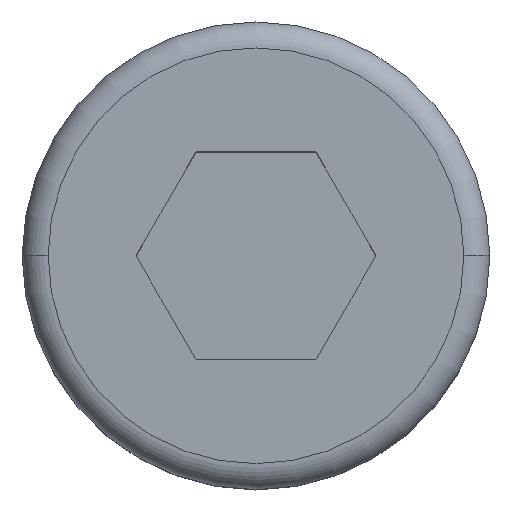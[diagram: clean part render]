
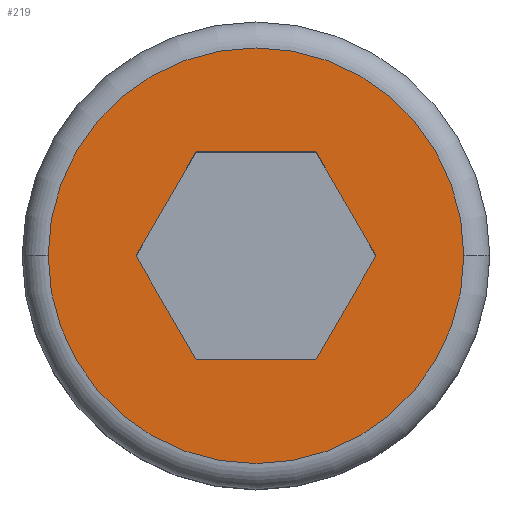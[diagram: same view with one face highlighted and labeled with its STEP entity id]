
A CAD part, top view. The second image highlights one B-rep face of the part: STEP entity #219.
In plain terms, the highlighted planar face has unit normal (0, 0, 1).
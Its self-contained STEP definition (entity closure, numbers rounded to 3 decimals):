
#2 = CIRCLE ( 'NONE', #345, 2. ) ;
#10 = DIRECTION ( 'NONE',  ( -0.5, -0.866, 0. ) ) ;
#11 = CARTESIAN_POINT ( 'NONE',  ( -0.577, -1., 2.5 ) ) ;
#13 = CARTESIAN_POINT ( 'NONE',  ( -1.155, 0., 2.5 ) ) ;
#32 = LINE ( 'NONE', #440, #147 ) ;
#68 = CARTESIAN_POINT ( 'NONE',  ( -1.155, 0., 2.5 ) ) ;
#69 = VERTEX_POINT ( 'NONE', #507 ) ;
#83 = DIRECTION ( 'NONE',  ( 0.5, -0.866, 0. ) ) ;
#96 = EDGE_CURVE ( 'NONE', #293, #572, #610, .T. ) ;
#97 = CARTESIAN_POINT ( 'NONE',  ( -2., 0., 2.5 ) ) ;
#98 = CARTESIAN_POINT ( 'NONE',  ( 0., 0., 2.5 ) ) ;
#99 = CARTESIAN_POINT ( 'NONE',  ( 0.577, -1., 2.5 ) ) ;
#110 = DIRECTION ( 'NONE',  ( 1., 0., 0. ) ) ;
#111 = VERTEX_POINT ( 'NONE', #11 ) ;
#120 = DIRECTION ( 'NONE',  ( 0., 0., 1. ) ) ;
#137 = EDGE_CURVE ( 'NONE', #139, #504, #566, .T. ) ;
#139 = VERTEX_POINT ( 'NONE', #99 ) ;
#141 = ORIENTED_EDGE ( 'NONE', *, *, #395, .T. ) ;
#147 = VECTOR ( 'NONE', #537, 1000. ) ;
#149 = ORIENTED_EDGE ( 'NONE', *, *, #96, .F. ) ;
#150 = DIRECTION ( 'NONE',  ( 0., 0., 1. ) ) ;
#158 = VECTOR ( 'NONE', #602, 1000. ) ;
#164 = VECTOR ( 'NONE', #521, 1000. ) ;
#172 = AXIS2_PLACEMENT_3D ( 'NONE', #549, #597, #498 ) ;
#173 = LINE ( 'NONE', #68, #458 ) ;
#186 = ORIENTED_EDGE ( 'NONE', *, *, #137, .F. ) ;
#199 = AXIS2_PLACEMENT_3D ( 'NONE', #98, #150, #110 ) ;
#219 = ADVANCED_FACE ( 'NONE', ( #375, #531 ), #575, .T. ) ;
#220 = EDGE_LOOP ( 'NONE', ( #577, #186, #430, #543, #149, #313 ) ) ;
#265 = DIRECTION ( 'NONE',  ( 1., 0., 0. ) ) ;
#293 = VERTEX_POINT ( 'NONE', #600 ) ;
#303 = CARTESIAN_POINT ( 'NONE',  ( 0., 0., 2.5 ) ) ;
#313 = ORIENTED_EDGE ( 'NONE', *, *, #416, .F. ) ;
#330 = CARTESIAN_POINT ( 'NONE',  ( 0.577, -1., 2.5 ) ) ;
#345 = AXIS2_PLACEMENT_3D ( 'NONE', #303, #120, #443 ) ;
#357 = EDGE_CURVE ( 'NONE', #613, #619, #2, .T. ) ;
#375 = FACE_BOUND ( 'NONE', #220, .T. ) ;
#384 = CARTESIAN_POINT ( 'NONE',  ( 2., 0., 2.5 ) ) ;
#389 = EDGE_CURVE ( 'NONE', #111, #139, #455, .T. ) ;
#395 = EDGE_CURVE ( 'NONE', #619, #613, #518, .T. ) ;
#399 = CARTESIAN_POINT ( 'NONE',  ( 0.577, 1., 2.5 ) ) ;
#407 = EDGE_CURVE ( 'NONE', #504, #69, #32, .T. ) ;
#416 = EDGE_CURVE ( 'NONE', #69, #293, #489, .T. ) ;
#430 = ORIENTED_EDGE ( 'NONE', *, *, #389, .F. ) ;
#440 = CARTESIAN_POINT ( 'NONE',  ( 1.155, 0., 2.5 ) ) ;
#441 = EDGE_CURVE ( 'NONE', #572, #111, #173, .T. ) ;
#443 = DIRECTION ( 'NONE',  ( 1., 0., 0. ) ) ;
#455 = LINE ( 'NONE', #552, #466 ) ;
#458 = VECTOR ( 'NONE', #83, 1000. ) ;
#466 = VECTOR ( 'NONE', #265, 1000. ) ;
#471 = VECTOR ( 'NONE', #10, 1000. ) ;
#474 = CARTESIAN_POINT ( 'NONE',  ( 1.155, 0., 2.5 ) ) ;
#489 = LINE ( 'NONE', #399, #158 ) ;
#498 = DIRECTION ( 'NONE',  ( 1., 0., 0. ) ) ;
#504 = VERTEX_POINT ( 'NONE', #474 ) ;
#507 = CARTESIAN_POINT ( 'NONE',  ( 0.577, 1., 2.5 ) ) ;
#510 = EDGE_LOOP ( 'NONE', ( #141, #560 ) ) ;
#518 = CIRCLE ( 'NONE', #172, 2. ) ;
#521 = DIRECTION ( 'NONE',  ( 0.5, 0.866, 0. ) ) ;
#531 = FACE_OUTER_BOUND ( 'NONE', #510, .T. ) ;
#537 = DIRECTION ( 'NONE',  ( -0.5, 0.866, 0. ) ) ;
#543 = ORIENTED_EDGE ( 'NONE', *, *, #441, .F. ) ;
#549 = CARTESIAN_POINT ( 'NONE',  ( 0., 0., 2.5 ) ) ;
#552 = CARTESIAN_POINT ( 'NONE',  ( -0.577, -1., 2.5 ) ) ;
#560 = ORIENTED_EDGE ( 'NONE', *, *, #357, .T. ) ;
#566 = LINE ( 'NONE', #330, #164 ) ;
#572 = VERTEX_POINT ( 'NONE', #13 ) ;
#575 = PLANE ( 'NONE',  #199 ) ;
#576 = CARTESIAN_POINT ( 'NONE',  ( -0.577, 1., 2.5 ) ) ;
#577 = ORIENTED_EDGE ( 'NONE', *, *, #407, .F. ) ;
#597 = DIRECTION ( 'NONE',  ( 0., 0., 1. ) ) ;
#600 = CARTESIAN_POINT ( 'NONE',  ( -0.577, 1., 2.5 ) ) ;
#602 = DIRECTION ( 'NONE',  ( -1., 0., 0. ) ) ;
#610 = LINE ( 'NONE', #576, #471 ) ;
#613 = VERTEX_POINT ( 'NONE', #97 ) ;
#619 = VERTEX_POINT ( 'NONE', #384 ) ;
